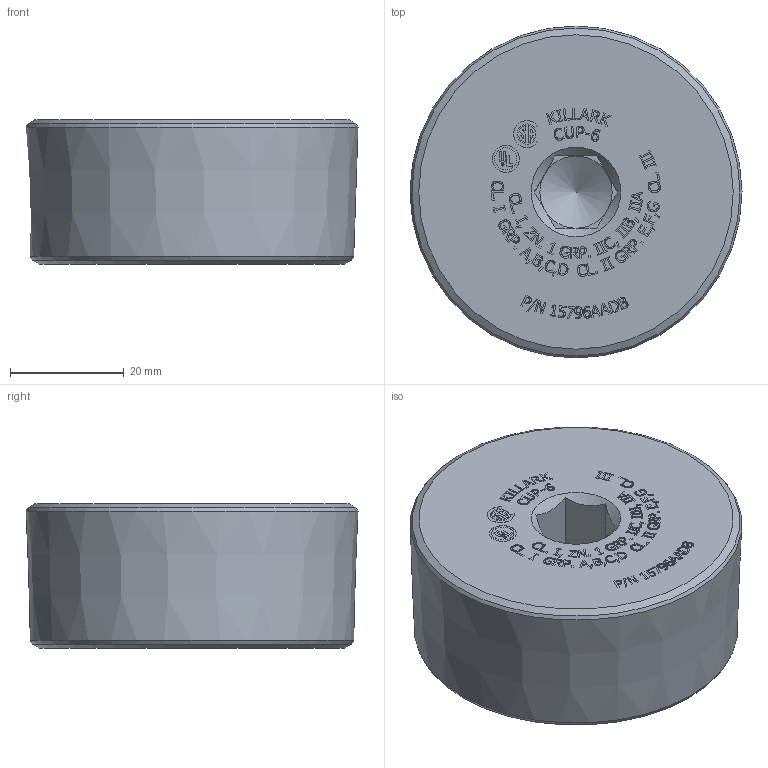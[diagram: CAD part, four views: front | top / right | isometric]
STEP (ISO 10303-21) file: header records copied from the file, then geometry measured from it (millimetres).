
FILE_DESCRIPTION(/* description */ ('CUP-6 ALUMINUM PLUG'),/* implementation_level */ '2;1');
FILE_NAME(/* name */ 'KIL_CUP-6.stp',/* time_stamp */ '2021-02-15T15:19:51+06:00',/* author */ ('kr'),/* organization */ (''),/* preprocessor_version */ 'ST-DEVELOPER v18',/* originating_system */ 'Autodesk Inventor 2020',/* authorisation */ '');
FILE_SCHEMA (('AUTOMOTIVE_DESIGN { 1 0 10303 214 3 1 1 }'));
Length unit declared in the file: inch
Products named in the file (1): 15796
Bounding box: 58.37 x 58.37 x 25.4 mm (x, y, z)
Volume: 63789.2 mm3; surface area: 10150.8 mm2
Topology: 1 solids, 1 shells, 1208 faces, 3255 edges, 2167 vertices
Faces by surface type: plane 808, bspline 374, cylinder 19, cone 7
Full cylindrical faces by diameter (mm): 0.443 x1, 0.529 x1, 3.881 x1, 4.762 x1, 12.7 x1
Entity records: 39355 total; most frequent: CARTESIAN_POINT 11506, ORIENTED_EDGE 6508, DIRECTION 4222, EDGE_CURVE 3254, LINE 2446, VECTOR 2446, VERTEX_POINT 2167, EDGE_LOOP 1327
